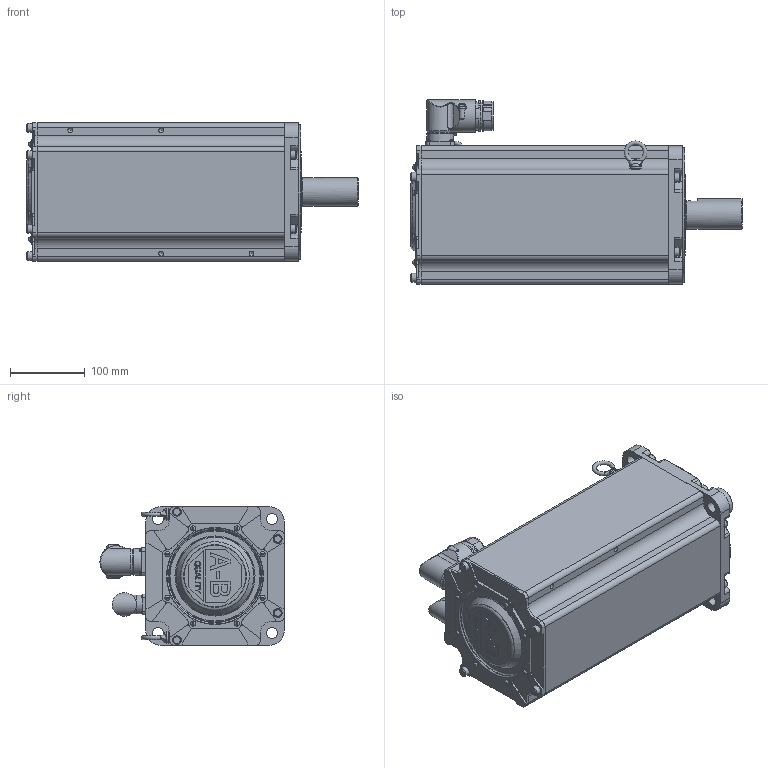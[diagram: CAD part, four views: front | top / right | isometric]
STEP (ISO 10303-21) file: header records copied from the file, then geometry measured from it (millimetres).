
FILE_DESCRIPTION(/* description */ ('STEP AP214'),/* implementation_level */ '2;1');
FILE_NAME(/* name */ 'Motor.stp',/* time_stamp */ '2023-09-10T11:07:17+07:00',/* author */ ('ACER'),/* organization */ (''),/* preprocessor_version */ 'ST-DEVELOPER v19',/* originating_system */ 'Autodesk Inventor 2023',/* authorisation */ '');
FILE_SCHEMA (('AUTOMOTIVE_DESIGN { 1 0 10303 214 3 1 1 }'));
Length unit declared in the file: inch
Products named in the file (6): Rockwell Automation-MPL-x660x-xJ74AA; Rockwell Automation-MPL-x660x-xJ74AA_MPL-6xx-Body_660-BRAKE; Rockwell Automation-MPL-x660x-xJ74AA_MPL-6xx-Shaft-Key_660-shaft-keye
d-BRAKE; Rockwell Automation-MPL-x660x-xJ74AA_MPL-6xx-Power Connector-M40; Rockwell Automation-MPL-x660x-xJ74AA_MPL-6xx-Encoder Connector; Rockwell Automation-MPL-x660x-xJ74AA_MPL-6xx-Eyebolt
Assembly tree (6 placements, depth 2):
  Rockwell Automation-MPL-x660x-xJ74AA
    Rockwell Automation-MPL-x660x-xJ74AA_MPL-6xx-Body_660-BRAKE
    Rockwell Automation-MPL-x660x-xJ74AA_MPL-6xx-Shaft-Key_660-shaft-keye
d-BRAKE
    Rockwell Automation-MPL-x660x-xJ74AA_MPL-6xx-Power Connector-M40
    Rockwell Automation-MPL-x660x-xJ74AA_MPL-6xx-Encoder Connector
    Rockwell Automation-MPL-x660x-xJ74AA_MPL-6xx-Eyebolt  x2
Bounding box: 443.48 x 246.11 x 184.66 mm (x, y, z)
Volume: 5949284.5 mm3; surface area: 723057.4 mm2
Topology: 9 solids, 9 shells, 824 faces, 2066 edges, 1359 vertices
Faces by surface type: plane 436, cylinder 240, bspline 81, cone 45, torus 22
Full cylindrical faces by diameter (mm): 1.27 x14, 3.175 x4, 3.556 x4, 4.445 x4, 5.461 x4, 6.528 x6, 6.858 x12, 7.112 x2, 7.62 x2, 10.25 x1, 11.735 x4, 11.913 x8, 12.7 x1, 14.707 x4, 15.24 x2, 20.828 x2, 24.892 x1, 33.02 x1, 35.56 x1, 36.195 x1, 37.592 x1, 37.655 x1, 37.998 x1, 38.1 x1, 39.903 x3, 40.005 x1, 43.307 x1, 55.88 x1, 87.63 x1, 90.043 x1
Entity records: 30427 total; most frequent: CARTESIAN_POINT 10380, DIRECTION 4085, ORIENTED_EDGE 4062, EDGE_CURVE 2031, AXIS2_PLACEMENT_3D 1447, VERTEX_POINT 1342, LINE 1191, VECTOR 1191
